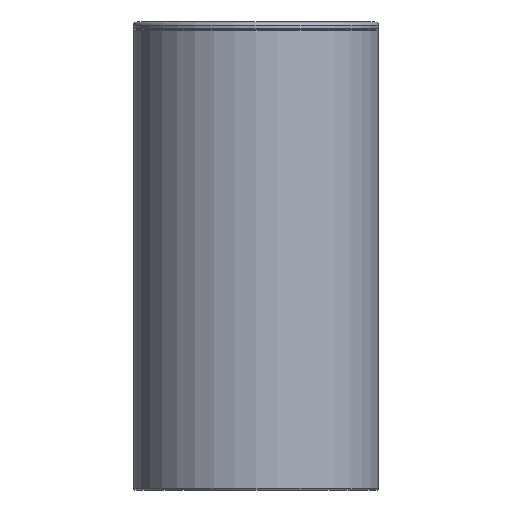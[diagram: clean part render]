
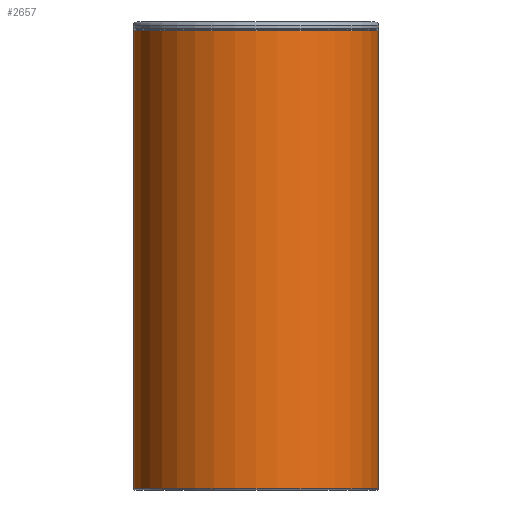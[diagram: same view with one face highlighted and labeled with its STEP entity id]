
A CAD part, front view. The second image highlights one B-rep face of the part: STEP entity #2657.
In plain terms, the highlighted cylindrical face has radius 32.5 mm (diameter 65 mm), a full revolution.
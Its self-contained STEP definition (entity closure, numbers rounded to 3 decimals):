
#73=B_SPLINE_CURVE_WITH_KNOTS('',3,(#7209,#7210,#7211,#7212,#7213,#7214,
#7215,#7216,#7217,#7218,#7219),.UNSPECIFIED.,.T.,.F.,(1,1,1,1,1,1,1,1,1,
1,1,1,1,1,1),(-0.006,-0.004,-0.002,
0.,0.002,0.004,0.006,
0.008,0.01,0.012,0.013,
0.015,0.017,0.019,0.021),
 .UNSPECIFIED.);
#494=CYLINDRICAL_SURFACE('',#3166,32.5);
#1180=ORIENTED_EDGE('',*,*,#1536,.F.);
#1181=ORIENTED_EDGE('',*,*,#1537,.T.);
#1182=ORIENTED_EDGE('',*,*,#1538,.T.);
#1536=EDGE_CURVE('',#1779,#1779,#73,.T.);
#1537=EDGE_CURVE('',#1780,#1780,#1919,.F.);
#1538=EDGE_CURVE('',#1781,#1781,#1920,.F.);
#1779=VERTEX_POINT('',#7220);
#1780=VERTEX_POINT('',#7222);
#1781=VERTEX_POINT('',#7224);
#1919=CIRCLE('',#3167,32.5);
#1920=CIRCLE('',#3168,32.5);
#2145=EDGE_LOOP('',(#1180));
#2146=EDGE_LOOP('',(#1181));
#2147=EDGE_LOOP('',(#1182));
#2389=FACE_BOUND('',#2145,.T.);
#2390=FACE_BOUND('',#2146,.T.);
#2391=FACE_BOUND('',#2147,.T.);
#2657=ADVANCED_FACE('',(#2389,#2390,#2391),#494,.T.);
#3166=AXIS2_PLACEMENT_3D('',#7208,#3963,#3964);
#3167=AXIS2_PLACEMENT_3D('',#7221,#3965,#3966);
#3168=AXIS2_PLACEMENT_3D('',#7223,#3967,#3968);
#3963=DIRECTION('',(0.,-1.,0.));
#3964=DIRECTION('',(0.,0.,-1.));
#3965=DIRECTION('',(0.,-1.,0.));
#3966=DIRECTION('',(1.,0.,0.));
#3967=DIRECTION('',(0.,1.,0.));
#3968=DIRECTION('',(-1.,0.,0.));
#7208=CARTESIAN_POINT('',(5561.093,-5215.632,62.305));
#7209=CARTESIAN_POINT('',(5528.639,-5186.957,60.376));
#7210=CARTESIAN_POINT('',(5528.569,-5187.758,62.306));
#7211=CARTESIAN_POINT('',(5528.639,-5186.958,64.232));
#7212=CARTESIAN_POINT('',(5528.709,-5185.035,65.029));
#7213=CARTESIAN_POINT('',(5528.639,-5183.107,64.233));
#7214=CARTESIAN_POINT('',(5528.57,-5182.308,62.305));
#7215=CARTESIAN_POINT('',(5528.639,-5183.104,60.381));
#7216=CARTESIAN_POINT('',(5528.709,-5185.03,59.581));
#7217=CARTESIAN_POINT('',(5528.639,-5186.957,60.376));
#7218=CARTESIAN_POINT('',(5528.569,-5187.758,62.306));
#7219=CARTESIAN_POINT('',(5528.639,-5186.958,64.232));
#7220=CARTESIAN_POINT('',(5528.593,-5187.491,62.305));
#7221=CARTESIAN_POINT('',(5561.093,-5276.332,62.305));
#7222=CARTESIAN_POINT('',(5593.593,-5276.332,62.305));
#7223=CARTESIAN_POINT('',(5561.093,-5154.932,62.305));
#7224=CARTESIAN_POINT('',(5528.593,-5154.932,62.305));
